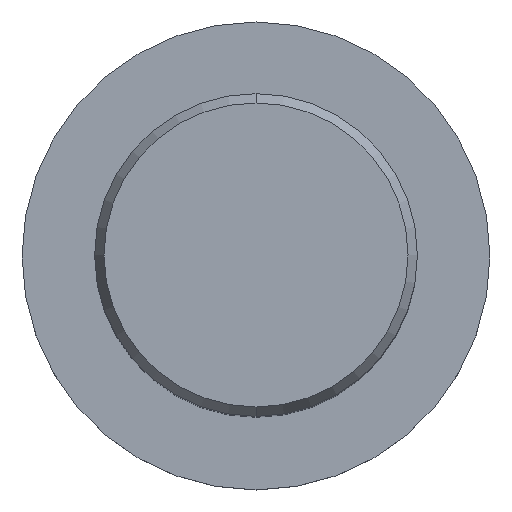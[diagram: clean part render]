
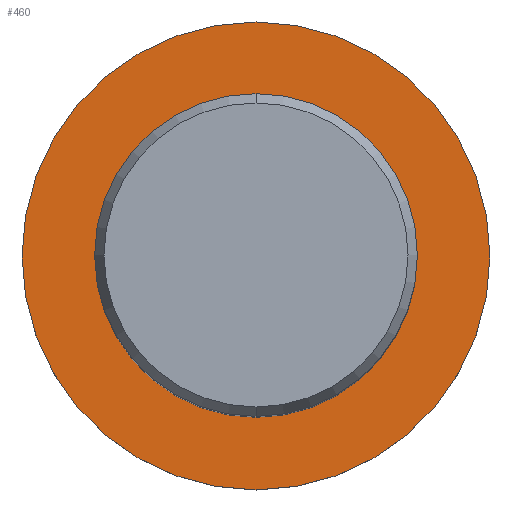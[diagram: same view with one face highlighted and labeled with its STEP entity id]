
A CAD part, top view. The second image highlights one B-rep face of the part: STEP entity #460.
In plain terms, the highlighted planar face has unit normal (0, 0, 1).
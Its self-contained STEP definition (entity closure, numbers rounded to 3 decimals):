
#198=VERTEX_POINT('',#534);
#266=VERTEX_POINT('',#605);
#308=EDGE_CURVE('',#266,#198,#651,.T.);
#362=EDGE_CURVE('',#198,#266,#713,.T.);
#372=VERTEX_POINT('',#724);
#388=EDGE_CURVE('',#490,#372,#741,.T.);
#460=ADVANCED_FACE('',(#816,#817),#818,.T.);
#490=VERTEX_POINT('',#852);
#502=EDGE_CURVE('',#372,#490,#866,.T.);
#534=CARTESIAN_POINT('',(0.0,29.0,-70.0));
#605=CARTESIAN_POINT('',(0.,-29.0,-70.0));
#651=CIRCLE('',#1195,29.0);
#713=CIRCLE('',#1318,29.0);
#724=CARTESIAN_POINT('',(0.,-20.0,-70.0));
#741=CIRCLE('',#1358,20.0);
#816=FACE_BOUND('',#1485,.T.);
#817=FACE_OUTER_BOUND('',#1486,.T.);
#818=PLANE('',#1487);
#852=CARTESIAN_POINT('',(0.0,20.0,-70.0));
#866=CIRCLE('',#1600,20.0);
#1195=AXIS2_PLACEMENT_3D('',#1731,#1732,#1733);
#1318=AXIS2_PLACEMENT_3D('',#1822,#1823,#1824);
#1358=AXIS2_PLACEMENT_3D('',#1861,#1862,#1863);
#1485=EDGE_LOOP('',(#1929,#1930));
#1486=EDGE_LOOP('',(#1931,#1932));
#1487=AXIS2_PLACEMENT_3D('',#1933,#1934,#1935);
#1600=AXIS2_PLACEMENT_3D('',#2001,#2002,#2003);
#1731=CARTESIAN_POINT('',(0.0,0.0,-70.0));
#1732=DIRECTION('',(0.0,0.0,-1.0));
#1733=DIRECTION('',(0.0,1.0,0.0));
#1822=CARTESIAN_POINT('',(0.0,0.0,-70.0));
#1823=DIRECTION('',(0.0,0.0,-1.0));
#1824=DIRECTION('',(0.0,1.0,0.0));
#1861=CARTESIAN_POINT('',(0.0,0.0,-70.0));
#1862=DIRECTION('',(-0.0,0.0,-1.0));
#1863=DIRECTION('',(0.0,1.0,0.0));
#1929=ORIENTED_EDGE('',*,*,#388,.T.);
#1930=ORIENTED_EDGE('',*,*,#502,.T.);
#1931=ORIENTED_EDGE('',*,*,#362,.F.);
#1932=ORIENTED_EDGE('',*,*,#308,.F.);
#1933=CARTESIAN_POINT('',(0.0,14.5,-70.0));
#1934=DIRECTION('',(-0.0,0.0,1.0));
#1935=DIRECTION('',(0.0,-1.0,0.0));
#2001=CARTESIAN_POINT('',(0.0,0.0,-70.0));
#2002=DIRECTION('',(-0.0,0.0,-1.0));
#2003=DIRECTION('',(0.0,1.0,0.0));
